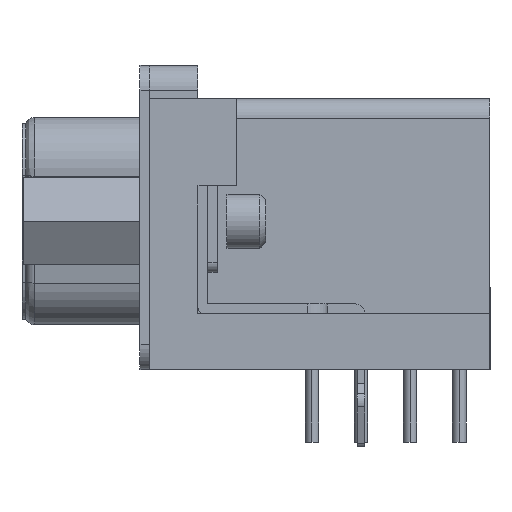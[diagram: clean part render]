
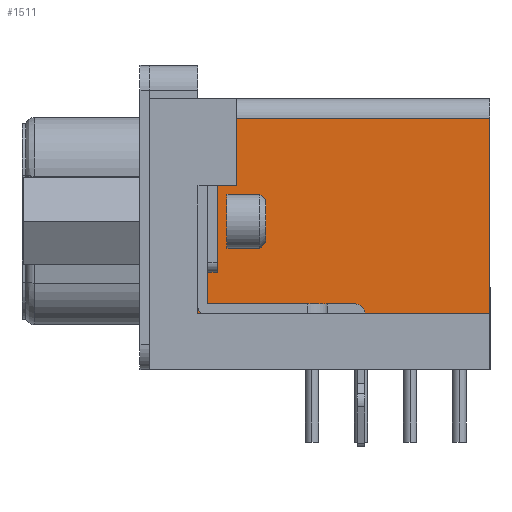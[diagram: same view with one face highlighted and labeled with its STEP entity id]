
A CAD part, left-side view. The second image highlights one B-rep face of the part: STEP entity #1511.
In plain terms, the highlighted free-form (B-spline) face has degree [1, 1] with [2, 2] control points.
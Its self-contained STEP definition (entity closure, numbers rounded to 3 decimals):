
#624=CARTESIAN_POINT('',(-27.245,-5.4,2.9));
#625=VERTEX_POINT('',#624);
#632=CARTESIAN_POINT('',(-27.245,9.7,2.9));
#633=VERTEX_POINT('',#632);
#634=CARTESIAN_POINT('',(-27.245,-5.4,2.9));
#635=DIRECTION('',(0.0,1.0,0.0));
#636=VECTOR('',#635,15.1);
#637=LINE('',#634,#636);
#638=EDGE_CURVE('',#625,#633,#637,.T.);
#1037=CARTESIAN_POINT('',(-27.245,-5.4,13.));
#1038=VERTEX_POINT('',#1037);
#1056=CARTESIAN_POINT('',(-27.245,7.7,13.));
#1057=VERTEX_POINT('',#1056);
#1065=CARTESIAN_POINT('',(-27.245,7.7,13.));
#1066=DIRECTION('',(0.0,-1.0,0.0));
#1067=VECTOR('',#1066,13.1);
#1068=LINE('',#1065,#1067);
#1069=EDGE_CURVE('',#1057,#1038,#1068,.T.);
#1188=CARTESIAN_POINT('',(-27.245,-5.4,2.9));
#1189=DIRECTION('',(0.0,0.0,1.0));
#1190=VECTOR('',#1189,10.1);
#1191=LINE('',#1188,#1190);
#1192=EDGE_CURVE('',#625,#1038,#1191,.T.);
#1264=CARTESIAN_POINT('',(-27.245,9.7,9.5));
#1265=VERTEX_POINT('',#1264);
#1266=CARTESIAN_POINT('',(-27.245,9.7,2.9));
#1267=DIRECTION('',(0.0,0.0,1.0));
#1268=VECTOR('',#1267,6.6);
#1269=LINE('',#1266,#1268);
#1270=EDGE_CURVE('',#633,#1265,#1269,.T.);
#1305=CARTESIAN_POINT('',(-27.245,7.7,9.5));
#1306=VERTEX_POINT('',#1305);
#1313=CARTESIAN_POINT('',(-27.245,7.7,13.));
#1314=DIRECTION('',(0.0,0.0,-1.0));
#1315=VECTOR('',#1314,3.5);
#1316=LINE('',#1313,#1315);
#1317=EDGE_CURVE('',#1057,#1306,#1316,.T.);
#1403=CARTESIAN_POINT('',(-27.245,7.7,9.5));
#1404=DIRECTION('',(0.0,1.0,0.0));
#1405=VECTOR('',#1404,2.0);
#1406=LINE('',#1403,#1405);
#1407=EDGE_CURVE('',#1306,#1265,#1406,.T.);
#1498=CARTESIAN_POINT('',(-27.245,-5.4,2.9));
#1499=CARTESIAN_POINT('',(-27.245,9.7,2.9));
#1500=CARTESIAN_POINT('',(-27.245,-5.4,13.));
#1501=CARTESIAN_POINT('',(-27.245,9.7,13.));
#1502=B_SPLINE_SURFACE_WITH_KNOTS('',1,1,((#1498,#1500),(#1499,#1501)),.UNSPECIFIED.,.F.,.F.,.U.,(2,2),(2,2),(0.0,15.1),(0.0,10.1),.UNSPECIFIED.);
#1503=ORIENTED_EDGE('',*,*,#1069,.F.);
#1504=ORIENTED_EDGE('',*,*,#1317,.T.);
#1505=ORIENTED_EDGE('',*,*,#1407,.T.);
#1506=ORIENTED_EDGE('',*,*,#1270,.F.);
#1507=ORIENTED_EDGE('',*,*,#638,.F.);
#1508=ORIENTED_EDGE('',*,*,#1192,.T.);
#1509=EDGE_LOOP('',(#1503,#1504,#1505,#1506,#1507,#1508));
#1510=FACE_OUTER_BOUND('',#1509,.T.);
#1511=ADVANCED_FACE('',(#1510),#1502,.F.);
